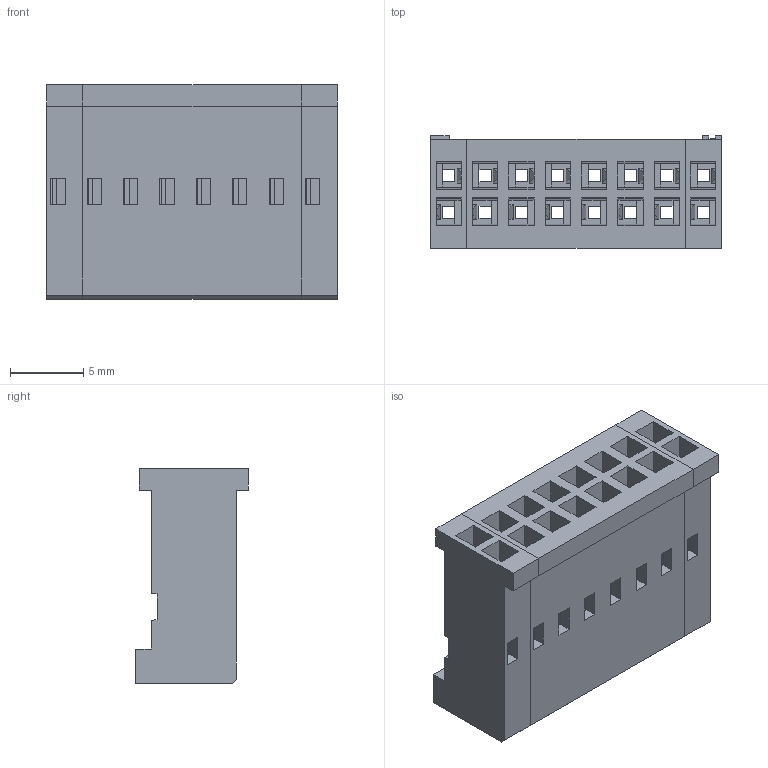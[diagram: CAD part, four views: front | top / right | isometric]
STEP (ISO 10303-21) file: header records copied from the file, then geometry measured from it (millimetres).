
FILE_DESCRIPTION( ('This file contains a STEP AP42 implementation' ,'as created by ZW3D STEP Interface translator.') ,'2;1' );
FILE_NAME( 'WF2547-2HXXX01.stp' ,'23 427.152957', (''), ('ZWCAD Software Co.'), 'Version 1.0', 'ZW3D to STEP translator', '' );
FILE_SCHEMA(('AUTOMOTIVE_DESIGN { 1 0 10303 214 1 1 1 1 }'));
Length unit declared in the file: millimetre
Products named in the file (2): 0; wf2547-2h11p
Bounding box: 19.9 x 7.72 x 14.69 mm (x, y, z)
Volume: 1073.3 mm3; surface area: 2742.7 mm2
Topology: 1 solids, 1 shells, 550 faces, 1502 edges, 938 vertices
Faces by surface type: plane 550
Entity records: 17474 total; most frequent: ORIENTED_EDGE 3004, CARTESIAN_POINT 2991, DIRECTION 2604, VECTOR 1502, LINE 1502, EDGE_CURVE 1502, VERTEX_POINT 938, EDGE_LOOP 598
